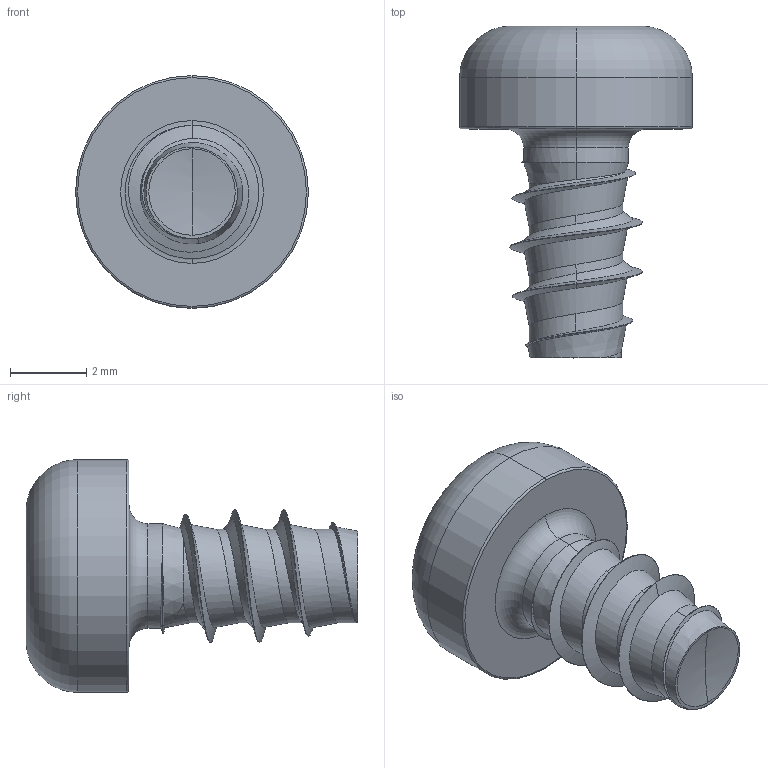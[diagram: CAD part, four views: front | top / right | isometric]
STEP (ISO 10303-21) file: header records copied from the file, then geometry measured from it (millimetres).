
FILE_DESCRIPTION (( 'STEP AP203' ), '1' );
FILE_NAME ('STP420350060.STEP', '2017-08-16T14:51:26', ( '' ), ( '' ), 'SwSTEP 2.0', 'SolidWorks 2015', '' );
FILE_SCHEMA (( 'CONFIG_CONTROL_DESIGN' ));
Length unit declared in the file: millimetre
Products named in the file (1): STP420350060
Bounding box: 6.1 x 8.69 x 6.1 mm (x, y, z)
Volume: 95 mm3; surface area: 185.1 mm2
Topology: 1 solids, 1 shells, 95 faces, 226 edges, 135 vertices
Faces by surface type: bspline 35, cylinder 34, cone 11, torus 10, plane 3, sphere 2
Entity records: 10487 total; most frequent: CARTESIAN_POINT 8528, ORIENTED_EDGE 452, DIRECTION 309, EDGE_CURVE 226, VERTEX_POINT 135, AXIS2_PLACEMENT_3D 130, B_SPLINE_CURVE_WITH_KNOTS 100, EDGE_LOOP 97
